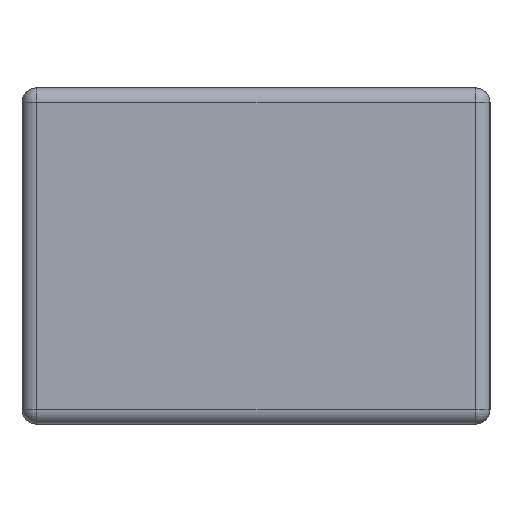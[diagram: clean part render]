
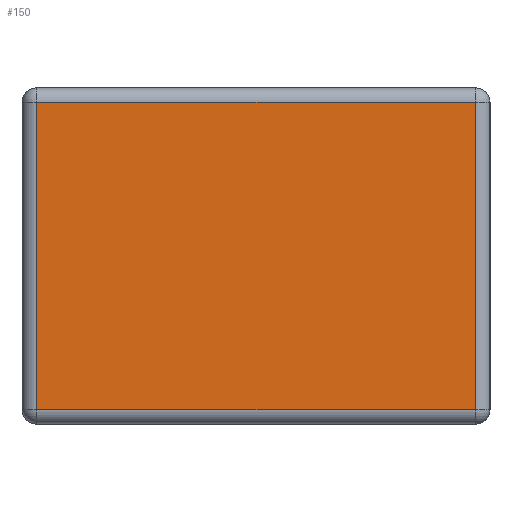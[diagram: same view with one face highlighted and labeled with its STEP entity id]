
A CAD part, left-side view. The second image highlights one B-rep face of the part: STEP entity #150.
In plain terms, the highlighted planar face has unit normal (-1, 0, 0).
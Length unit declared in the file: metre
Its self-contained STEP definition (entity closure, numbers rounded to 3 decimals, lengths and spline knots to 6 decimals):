
#150 = ADVANCED_FACE( '', ( #293 ), #294, .F. );
#293 = FACE_OUTER_BOUND( '', #430, .T. );
#294 = PLANE( '', #431 );
#430 = EDGE_LOOP( '', ( #753, #754, #755, #756 ) );
#431 = AXIS2_PLACEMENT_3D( '', #757, #758, #759 );
#753 = ORIENTED_EDGE( '', *, *, #885, .T. );
#754 = ORIENTED_EDGE( '', *, *, #800, .T. );
#755 = ORIENTED_EDGE( '', *, *, #866, .T. );
#756 = ORIENTED_EDGE( '', *, *, #870, .T. );
#757 = CARTESIAN_POINT( '', ( -0.0016, -0.0008, 0.000575 ) );
#758 = DIRECTION( '', ( 1., 0., 0. ) );
#759 = DIRECTION( '', ( 0., 0., -1. ) );
#800 = EDGE_CURVE( '', #943, #948, #950, .T. );
#866 = EDGE_CURVE( '', #948, #1017, #1044, .F. );
#870 = EDGE_CURVE( '', #1017, #1033, #1048, .F. );
#885 = EDGE_CURVE( '', #1033, #943, #1063, .T. );
#943 = VERTEX_POINT( '', #1136 );
#948 = VERTEX_POINT( '', #1142 );
#950 = LINE( '', #1144, #1145 );
#1017 = VERTEX_POINT( '', #1232 );
#1033 = VERTEX_POINT( '', #1250 );
#1044 = LINE( '', #1265, #1266 );
#1048 = LINE( '', #1272, #1273 );
#1063 = LINE( '', #1292, #1293 );
#1136 = CARTESIAN_POINT( '', ( -0.0016, 0.00075, 0.0011 ) );
#1142 = CARTESIAN_POINT( '', ( -0.0016, 0.00075, 0.00005 ) );
#1144 = CARTESIAN_POINT( '', ( -0.0016, 0.00075, 0.000575 ) );
#1145 = VECTOR( '', #1350, 1. );
#1232 = CARTESIAN_POINT( '', ( -0.0016, -0.00075, 0.00005 ) );
#1250 = CARTESIAN_POINT( '', ( -0.0016, -0.00075, 0.0011 ) );
#1265 = CARTESIAN_POINT( '', ( -0.0016, -0.0008, 0.00005 ) );
#1266 = VECTOR( '', #1440, 1. );
#1272 = CARTESIAN_POINT( '', ( -0.0016, -0.00075, 0.00115 ) );
#1273 = VECTOR( '', #1443, 1. );
#1292 = CARTESIAN_POINT( '', ( -0.0016, -0.0008, 0.0011 ) );
#1293 = VECTOR( '', #1451, 1. );
#1350 = DIRECTION( '', ( 0., 0., -1. ) );
#1440 = DIRECTION( '', ( 0., 1., 0. ) );
#1443 = DIRECTION( '', ( 0., 0., -1. ) );
#1451 = DIRECTION( '', ( 0., 1., 0. ) );
